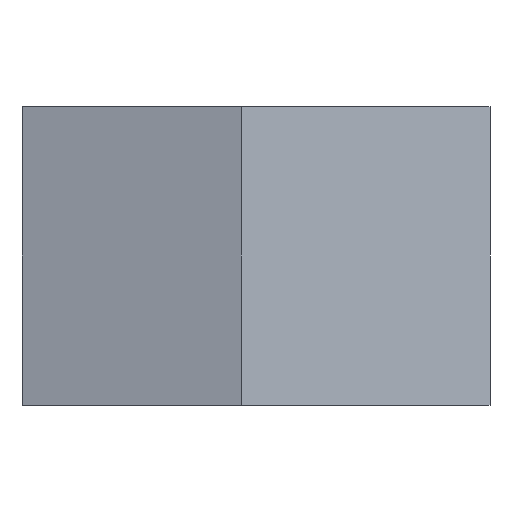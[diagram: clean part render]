
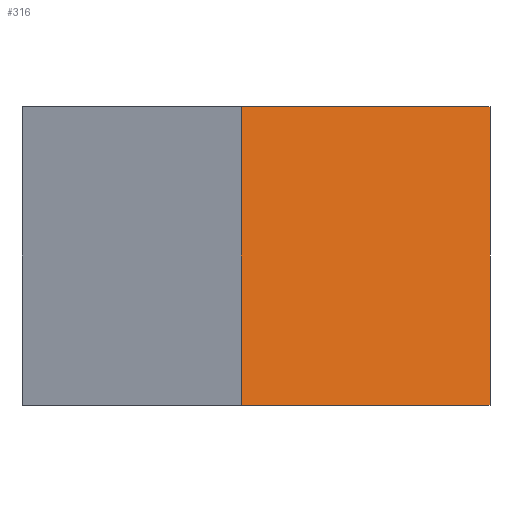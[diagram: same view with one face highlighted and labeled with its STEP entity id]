
A CAD part, left-side view. The second image highlights one B-rep face of the part: STEP entity #316.
In plain terms, the highlighted planar face has unit normal (-0.866, -0.5, 0).
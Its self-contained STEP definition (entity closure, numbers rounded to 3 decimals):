
#28=PLANE('',#350);
#44=FACE_OUTER_BOUND('',#63,.T.);
#63=EDGE_LOOP('',(#266,#267,#268,#269));
#100=LINE('',#504,#138);
#101=LINE('',#507,#139);
#102=LINE('',#509,#140);
#103=LINE('',#510,#141);
#138=VECTOR('',#416,10.);
#139=VECTOR('',#419,10.);
#140=VECTOR('',#420,10.);
#141=VECTOR('',#421,10.);
#171=VERTEX_POINT('',#500);
#172=VERTEX_POINT('',#502);
#173=VERTEX_POINT('',#506);
#174=VERTEX_POINT('',#508);
#210=EDGE_CURVE('',#171,#172,#100,.T.);
#211=EDGE_CURVE('',#171,#173,#101,.T.);
#212=EDGE_CURVE('',#174,#172,#102,.T.);
#213=EDGE_CURVE('',#173,#174,#103,.T.);
#266=ORIENTED_EDGE('',*,*,#211,.F.);
#267=ORIENTED_EDGE('',*,*,#210,.T.);
#268=ORIENTED_EDGE('',*,*,#212,.F.);
#269=ORIENTED_EDGE('',*,*,#213,.F.);
#316=ADVANCED_FACE('',(#44),#28,.T.);
#350=AXIS2_PLACEMENT_3D('',#505,#417,#418);
#416=DIRECTION('',(0.,0.,1.));
#417=DIRECTION('center_axis',(-0.866,-0.5,0.));
#418=DIRECTION('ref_axis',(0.5,-0.866,0.));
#419=DIRECTION('',(-0.5,0.866,0.));
#420=DIRECTION('',(0.5,-0.866,0.));
#421=DIRECTION('',(0.,0.,1.));
#500=CARTESIAN_POINT('',(-7.217,-12.5,0.));
#502=CARTESIAN_POINT('',(-7.217,-12.5,15.));
#504=CARTESIAN_POINT('',(-7.217,-12.5,0.));
#505=CARTESIAN_POINT('Origin',(-14.434,0.,0.));
#506=CARTESIAN_POINT('',(-14.434,0.,0.));
#507=CARTESIAN_POINT('',(-7.217,-12.5,0.));
#508=CARTESIAN_POINT('',(-14.434,0.,15.));
#509=CARTESIAN_POINT('',(-7.217,-12.5,15.));
#510=CARTESIAN_POINT('',(-14.434,0.,0.));
